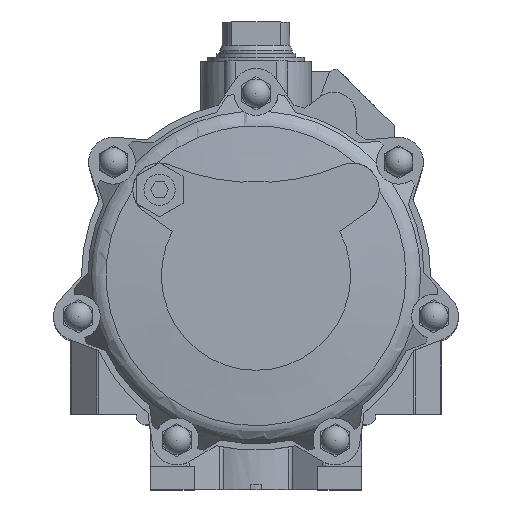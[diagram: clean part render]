
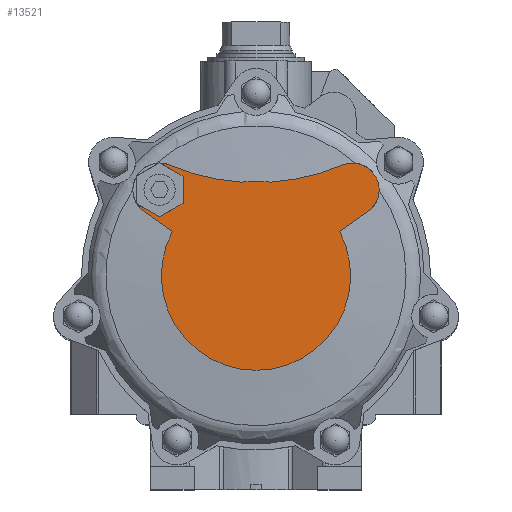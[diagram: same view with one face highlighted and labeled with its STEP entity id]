
A CAD part, top view. The second image highlights one B-rep face of the part: STEP entity #13521.
In plain terms, the highlighted planar face has unit normal (0, 0, 1).
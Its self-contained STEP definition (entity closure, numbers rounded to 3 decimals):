
#380=PLANE('',#14677);
#1358=LINE('',#22157,#2628);
#1359=LINE('',#22159,#2629);
#1360=LINE('',#22161,#2630);
#1361=LINE('',#22163,#2631);
#1362=LINE('',#22166,#2632);
#1363=LINE('',#22167,#2633);
#2628=VECTOR('',#17241,1000.);
#2629=VECTOR('',#17242,1000.);
#2630=VECTOR('',#17243,1000.);
#2631=VECTOR('',#17244,1000.);
#2632=VECTOR('',#17247,1000.);
#2633=VECTOR('',#17248,1000.);
#4923=ORIENTED_EDGE('',*,*,#7616,.T.);
#4924=ORIENTED_EDGE('',*,*,#8361,.F.);
#4925=ORIENTED_EDGE('',*,*,#8362,.T.);
#4926=ORIENTED_EDGE('',*,*,#8363,.F.);
#4927=ORIENTED_EDGE('',*,*,#8364,.F.);
#4928=ORIENTED_EDGE('',*,*,#8365,.F.);
#4929=ORIENTED_EDGE('',*,*,#8366,.F.);
#4930=ORIENTED_EDGE('',*,*,#8367,.F.);
#4931=ORIENTED_EDGE('',*,*,#8368,.T.);
#4932=ORIENTED_EDGE('',*,*,#8356,.T.);
#4933=ORIENTED_EDGE('',*,*,#8369,.T.);
#4934=ORIENTED_EDGE('',*,*,#8370,.T.);
#4935=ORIENTED_EDGE('',*,*,#8371,.F.);
#7616=EDGE_CURVE('',#9574,#9578,#10749,.T.);
#8356=EDGE_CURVE('',#10119,#10120,#10985,.T.);
#8361=EDGE_CURVE('',#10123,#9578,#10986,.T.);
#8362=EDGE_CURVE('',#10123,#9570,#10987,.T.);
#8363=EDGE_CURVE('',#10124,#9570,#1358,.T.);
#8364=EDGE_CURVE('',#10125,#10124,#1359,.T.);
#8365=EDGE_CURVE('',#10126,#10125,#1360,.T.);
#8366=EDGE_CURVE('',#9569,#10126,#1361,.T.);
#8367=EDGE_CURVE('',#10127,#9569,#10988,.F.);
#8368=EDGE_CURVE('',#10127,#10119,#1362,.T.);
#8369=EDGE_CURVE('',#10120,#10128,#1363,.T.);
#8370=EDGE_CURVE('',#10128,#10129,#10989,.T.);
#8371=EDGE_CURVE('',#9574,#10129,#10990,.T.);
#9569=VERTEX_POINT('',#20233);
#9570=VERTEX_POINT('',#20237);
#9574=VERTEX_POINT('',#20249);
#9578=VERTEX_POINT('',#20269);
#10119=VERTEX_POINT('',#22125);
#10120=VERTEX_POINT('',#22126);
#10123=VERTEX_POINT('',#22155);
#10124=VERTEX_POINT('',#22158);
#10125=VERTEX_POINT('',#22160);
#10126=VERTEX_POINT('',#22162);
#10127=VERTEX_POINT('',#22165);
#10128=VERTEX_POINT('',#22168);
#10129=VERTEX_POINT('',#22170);
#10749=CIRCLE('',#14259,72.62);
#10985=CIRCLE('',#14676,72.62);
#10986=CIRCLE('',#14678,170.);
#10987=CIRCLE('',#14679,20.5);
#10988=CIRCLE('',#14680,20.5);
#10989=CIRCLE('',#14681,20.5);
#10990=CIRCLE('',#14682,170.);
#11497=EDGE_LOOP('',(#4923,#4924,#4925,#4926,#4927,#4928,#4929,#4930,#4931,
#4932,#4933,#4934,#4935));
#12403=FACE_BOUND('',#11497,.T.);
#13521=ADVANCED_FACE('',(#12403),#380,.F.);
#14259=AXIS2_PLACEMENT_3D('',#20270,#15978,#15979);
#14676=AXIS2_PLACEMENT_3D('',#22124,#17233,#17234);
#14677=AXIS2_PLACEMENT_3D('',#22153,#17235,#17236);
#14678=AXIS2_PLACEMENT_3D('',#22154,#17237,#17238);
#14679=AXIS2_PLACEMENT_3D('',#22156,#17239,#17240);
#14680=AXIS2_PLACEMENT_3D('',#22164,#17245,#17246);
#14681=AXIS2_PLACEMENT_3D('',#22169,#17249,#17250);
#14682=AXIS2_PLACEMENT_3D('',#22171,#17251,#17252);
#15978=DIRECTION('',(0.,0.,1.));
#15979=DIRECTION('',(1.,0.,0.));
#17233=DIRECTION('',(0.,0.,1.));
#17234=DIRECTION('',(1.,0.,0.));
#17235=DIRECTION('',(0.,0.,-1.));
#17236=DIRECTION('',(-1.,0.,0.));
#17237=DIRECTION('',(0.,0.,1.));
#17238=DIRECTION('',(1.,0.,0.));
#17239=DIRECTION('',(0.,0.,1.));
#17240=DIRECTION('',(1.,0.,0.));
#17241=DIRECTION('',(-0.866,0.5,0.));
#17242=DIRECTION('',(0.,1.,0.));
#17243=DIRECTION('',(0.866,0.5,0.));
#17244=DIRECTION('',(0.866,-0.5,0.));
#17245=DIRECTION('',(0.,0.,1.));
#17246=DIRECTION('',(0.,-1.,0.));
#17247=DIRECTION('',(0.815,-0.579,0.));
#17248=DIRECTION('',(0.815,0.579,0.));
#17249=DIRECTION('',(0.,0.,1.));
#17250=DIRECTION('',(1.,0.,0.));
#17251=DIRECTION('',(0.,0.,1.));
#17252=DIRECTION('',(1.,0.,0.));
#20233=CARTESIAN_POINT('',(-91.496,55.217,343.));
#20237=CARTESIAN_POINT('',(-73.496,86.394,343.));
#20249=CARTESIAN_POINT('',(10.985,71.784,343.));
#20269=CARTESIAN_POINT('',(-10.985,71.784,343.));
#20270=CARTESIAN_POINT('',(0.,0.,343.));
#22124=CARTESIAN_POINT('',(0.,0.,343.));
#22125=CARTESIAN_POINT('',(-64.254,33.838,343.));
#22126=CARTESIAN_POINT('',(64.254,33.838,343.));
#22153=CARTESIAN_POINT('',(72.62,0.,343.));
#22154=CARTESIAN_POINT('',(0.,241.429,343.));
#22155=CARTESIAN_POINT('',(-66.598,85.017,343.));
#22156=CARTESIAN_POINT('',(-74.,65.9,343.));
#22157=CARTESIAN_POINT('',(-56.,76.292,343.));
#22158=CARTESIAN_POINT('',(-56.,76.292,343.));
#22159=CARTESIAN_POINT('',(-56.,55.508,343.));
#22160=CARTESIAN_POINT('',(-56.,55.508,343.));
#22161=CARTESIAN_POINT('',(-74.,45.115,343.));
#22162=CARTESIAN_POINT('',(-74.,45.115,343.));
#22163=CARTESIAN_POINT('',(-92.,55.508,343.));
#22164=CARTESIAN_POINT('',(-74.,65.9,343.));
#22165=CARTESIAN_POINT('',(-85.868,49.185,343.));
#22166=CARTESIAN_POINT('',(-85.868,49.185,343.));
#22167=CARTESIAN_POINT('',(0.,-11.784,343.));
#22168=CARTESIAN_POINT('',(85.868,49.185,343.));
#22169=CARTESIAN_POINT('',(74.,65.9,343.));
#22170=CARTESIAN_POINT('',(66.598,85.017,343.));
#22171=CARTESIAN_POINT('',(0.,241.429,343.));
